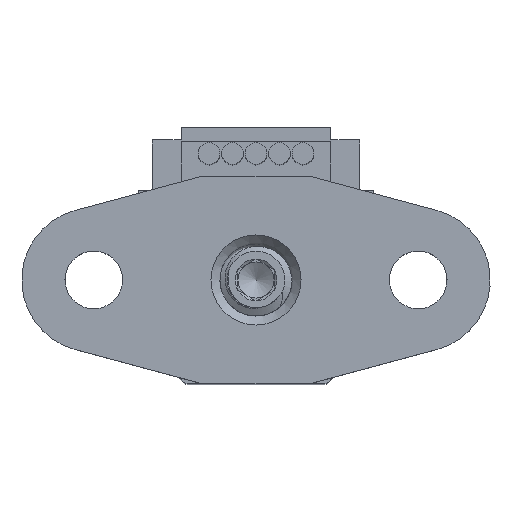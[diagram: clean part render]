
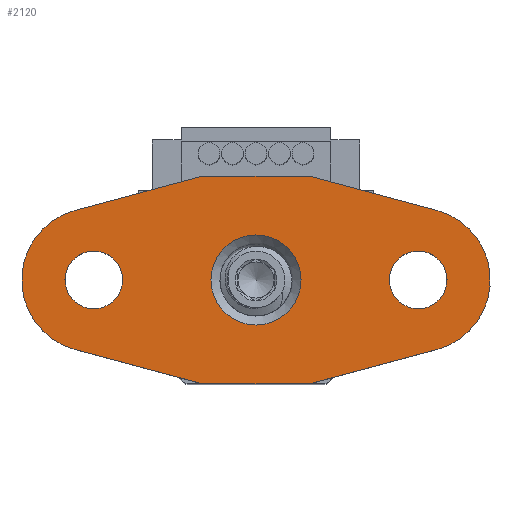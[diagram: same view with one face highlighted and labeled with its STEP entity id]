
A CAD part, top view. The second image highlights one B-rep face of the part: STEP entity #2120.
In plain terms, the highlighted planar face has unit normal (0, 0, 1).
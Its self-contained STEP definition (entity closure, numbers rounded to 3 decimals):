
#61=FACE_BOUND('',#397,.T.);
#62=FACE_BOUND('',#398,.T.);
#63=FACE_BOUND('',#399,.T.);
#103=PLANE('',#2330);
#255=FACE_OUTER_BOUND('',#396,.T.);
#396=EDGE_LOOP('',(#1821,#1822,#1823,#1824,#1825,#1826,#1827,#1828));
#397=EDGE_LOOP('',(#1829));
#398=EDGE_LOOP('',(#1830));
#399=EDGE_LOOP('',(#1831));
#474=CIRCLE('',#2263,2.5);
#499=CIRCLE('',#2314,1.6);
#501=CIRCLE('',#2317,1.6);
#502=CIRCLE('',#2320,4.);
#504=CIRCLE('',#2326,4.);
#666=LINE('',#5917,#816);
#671=LINE('',#5931,#821);
#674=LINE('',#5937,#824);
#677=LINE('',#5943,#827);
#681=LINE('',#5955,#831);
#684=LINE('',#5960,#834);
#816=VECTOR('',#2728,10.);
#821=VECTOR('',#2741,10.);
#824=VECTOR('',#2746,10.);
#827=VECTOR('',#2751,10.);
#831=VECTOR('',#2763,10.);
#834=VECTOR('',#2768,10.);
#968=VERTEX_POINT('',#5526);
#1015=VERTEX_POINT('',#5905);
#1017=VERTEX_POINT('',#5911);
#1018=VERTEX_POINT('',#5915);
#1019=VERTEX_POINT('',#5916);
#1022=VERTEX_POINT('',#5924);
#1024=VERTEX_POINT('',#5930);
#1026=VERTEX_POINT('',#5936);
#1028=VERTEX_POINT('',#5942);
#1030=VERTEX_POINT('',#5948);
#1032=VERTEX_POINT('',#5954);
#1205=EDGE_CURVE('',#968,#968,#474,.T.);
#1283=EDGE_CURVE('',#1015,#1015,#499,.T.);
#1286=EDGE_CURVE('',#1017,#1017,#501,.T.);
#1287=EDGE_CURVE('',#1018,#1019,#666,.T.);
#1291=EDGE_CURVE('',#1019,#1022,#502,.T.);
#1294=EDGE_CURVE('',#1022,#1024,#671,.T.);
#1297=EDGE_CURVE('',#1024,#1026,#674,.T.);
#1300=EDGE_CURVE('',#1028,#1026,#677,.T.);
#1303=EDGE_CURVE('',#1028,#1030,#504,.T.);
#1306=EDGE_CURVE('',#1032,#1030,#681,.T.);
#1309=EDGE_CURVE('',#1032,#1018,#684,.T.);
#1821=ORIENTED_EDGE('',*,*,#1309,.T.);
#1822=ORIENTED_EDGE('',*,*,#1287,.T.);
#1823=ORIENTED_EDGE('',*,*,#1291,.T.);
#1824=ORIENTED_EDGE('',*,*,#1294,.T.);
#1825=ORIENTED_EDGE('',*,*,#1297,.T.);
#1826=ORIENTED_EDGE('',*,*,#1300,.F.);
#1827=ORIENTED_EDGE('',*,*,#1303,.T.);
#1828=ORIENTED_EDGE('',*,*,#1306,.F.);
#1829=ORIENTED_EDGE('',*,*,#1205,.T.);
#1830=ORIENTED_EDGE('',*,*,#1286,.T.);
#1831=ORIENTED_EDGE('',*,*,#1283,.T.);
#2120=ADVANCED_FACE('',(#255,#61,#62,#63),#103,.T.);
#2263=AXIS2_PLACEMENT_3D('',#5527,#2580,#2581);
#2314=AXIS2_PLACEMENT_3D('',#5907,#2717,#2718);
#2317=AXIS2_PLACEMENT_3D('',#5913,#2724,#2725);
#2320=AXIS2_PLACEMENT_3D('',#5925,#2734,#2735);
#2326=AXIS2_PLACEMENT_3D('',#5949,#2756,#2757);
#2330=AXIS2_PLACEMENT_3D('',#5962,#2770,#2771);
#2580=DIRECTION('center_axis',(0.,0.,-1.));
#2581=DIRECTION('ref_axis',(1.,0.,0.));
#2717=DIRECTION('center_axis',(0.,0.,-1.));
#2718=DIRECTION('ref_axis',(1.,0.,0.));
#2724=DIRECTION('center_axis',(0.,0.,-1.));
#2725=DIRECTION('ref_axis',(1.,0.,0.));
#2728=DIRECTION('',(-0.966,-0.259,0.));
#2734=DIRECTION('center_axis',(0.,0.,1.));
#2735=DIRECTION('ref_axis',(-0.259,0.966,0.));
#2741=DIRECTION('',(0.966,-0.259,0.));
#2746=DIRECTION('',(1.,0.,0.));
#2751=DIRECTION('',(-0.966,-0.259,0.));
#2756=DIRECTION('center_axis',(0.,0.,1.));
#2757=DIRECTION('ref_axis',(0.259,-0.966,0.));
#2763=DIRECTION('',(0.966,-0.259,0.));
#2768=DIRECTION('',(-1.,0.,0.));
#2770=DIRECTION('center_axis',(0.,0.,1.));
#2771=DIRECTION('ref_axis',(1.,0.,0.));
#5526=CARTESIAN_POINT('',(-2.5,0.,0.));
#5527=CARTESIAN_POINT('Origin',(0.,0.,0.));
#5905=CARTESIAN_POINT('',(-10.6,0.,0.));
#5907=CARTESIAN_POINT('Origin',(-9.,0.,0.));
#5911=CARTESIAN_POINT('',(7.4,0.,0.));
#5913=CARTESIAN_POINT('Origin',(9.,0.,0.));
#5915=CARTESIAN_POINT('',(-3.,5.75,0.));
#5916=CARTESIAN_POINT('',(-10.036,3.864,0.));
#5917=CARTESIAN_POINT('',(-3.,5.75,0.));
#5924=CARTESIAN_POINT('',(-10.036,-3.864,0.));
#5925=CARTESIAN_POINT('Origin',(-9.,0.,0.));
#5930=CARTESIAN_POINT('',(-3.,-5.75,0.));
#5931=CARTESIAN_POINT('',(-10.036,-3.864,0.));
#5936=CARTESIAN_POINT('',(3.,-5.75,0.));
#5937=CARTESIAN_POINT('',(-3.,-5.75,0.));
#5942=CARTESIAN_POINT('',(10.036,-3.864,0.));
#5943=CARTESIAN_POINT('',(10.036,-3.864,0.));
#5948=CARTESIAN_POINT('',(10.036,3.864,0.));
#5949=CARTESIAN_POINT('Origin',(9.,0.,0.));
#5954=CARTESIAN_POINT('',(3.,5.75,0.));
#5955=CARTESIAN_POINT('',(3.,5.75,0.));
#5960=CARTESIAN_POINT('',(0.,5.75,0.));
#5962=CARTESIAN_POINT('Origin',(0.,0.,0.));
